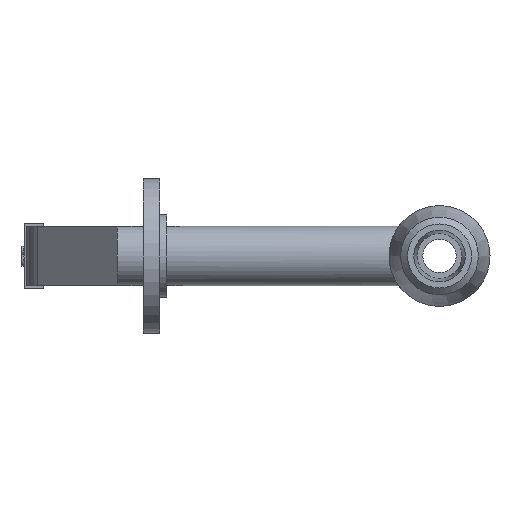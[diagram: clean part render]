
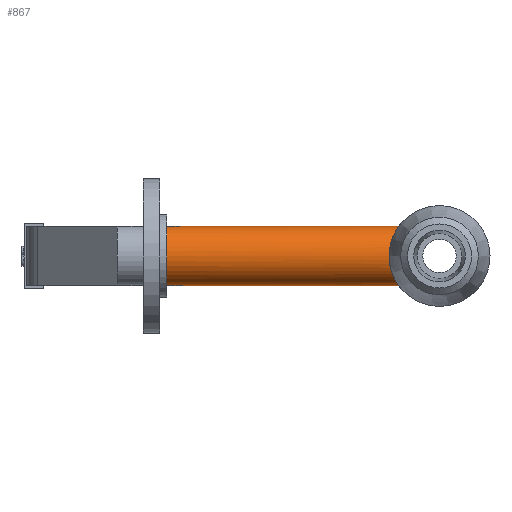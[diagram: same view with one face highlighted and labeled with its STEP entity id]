
A CAD part, left-side view. The second image highlights one B-rep face of the part: STEP entity #867.
In plain terms, the highlighted cylindrical face has radius 12.5 mm (diameter 25 mm), a full revolution.
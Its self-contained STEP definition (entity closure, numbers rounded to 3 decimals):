
#387=CARTESIAN_POINT('',(127.5,114.5,0.0));
#388=VERTEX_POINT('',#387);
#389=CARTESIAN_POINT('',(115.0,114.5,0.0));
#390=DIRECTION('',(0.0,-1.0,0.0));
#391=DIRECTION('',(1.0,0.0,0.0));
#392=AXIS2_PLACEMENT_3D('',#389,#390,#391);
#393=CIRCLE('',#392,12.5);
#394=EDGE_CURVE('',#388,#388,#393,.T.);
#802=CARTESIAN_POINT('',(115.0,121.5,0.0));
#803=DIRECTION('',(0.0,-1.0,0.0));
#804=DIRECTION('',(1.0,0.0,0.0));
#805=AXIS2_PLACEMENT_3D('',#802,#803,#804);
#806=CYLINDRICAL_SURFACE('',#805,12.5);
#807=ORIENTED_EDGE('',*,*,#394,.T.);
#808=EDGE_LOOP('',(#807));
#809=FACE_OUTER_BOUND('',#808,.T.);
#810=CARTESIAN_POINT('',(115.,17.123,-12.5));
#811=VERTEX_POINT('',#810);
#812=CARTESIAN_POINT('',(115.,17.123,-12.5));
#813=CARTESIAN_POINT('',(115.811,17.123,-12.5));
#814=CARTESIAN_POINT('',(116.64,17.182,-12.42));
#815=CARTESIAN_POINT('',(118.272,17.414,-12.093));
#816=CARTESIAN_POINT('',(119.075,17.586,-11.846));
#817=CARTESIAN_POINT('',(121.371,18.21,-10.882));
#818=CARTESIAN_POINT('',(122.748,18.769,-9.93));
#819=CARTESIAN_POINT('',(124.923,19.767,-7.754));
#820=CARTESIAN_POINT('',(125.88,20.28,-6.375));
#821=CARTESIAN_POINT('',(126.847,20.82,-4.073));
#822=CARTESIAN_POINT('',(127.094,20.963,-3.267));
#823=CARTESIAN_POINT('',(127.421,21.153,-1.634));
#824=CARTESIAN_POINT('',(127.5,21.2,-0.806));
#825=CARTESIAN_POINT('',(127.5,21.2,0.806));
#826=CARTESIAN_POINT('',(127.421,21.153,1.634));
#827=CARTESIAN_POINT('',(127.094,20.963,3.267));
#828=CARTESIAN_POINT('',(126.847,20.82,4.073));
#829=CARTESIAN_POINT('',(125.88,20.28,6.375));
#830=CARTESIAN_POINT('',(124.923,19.767,7.754));
#831=CARTESIAN_POINT('',(122.748,18.769,9.93));
#832=CARTESIAN_POINT('',(121.371,18.21,10.882));
#833=CARTESIAN_POINT('',(119.075,17.586,11.846));
#834=CARTESIAN_POINT('',(118.272,17.414,12.093));
#835=CARTESIAN_POINT('',(116.64,17.182,12.42));
#836=CARTESIAN_POINT('',(115.811,17.123,12.5));
#837=CARTESIAN_POINT('',(114.189,17.123,12.5));
#838=CARTESIAN_POINT('',(113.36,17.182,12.42));
#839=CARTESIAN_POINT('',(111.728,17.414,12.093));
#840=CARTESIAN_POINT('',(110.925,17.586,11.846));
#841=CARTESIAN_POINT('',(108.629,18.21,10.882));
#842=CARTESIAN_POINT('',(107.252,18.769,9.93));
#843=CARTESIAN_POINT('',(105.077,19.767,7.754));
#844=CARTESIAN_POINT('',(104.12,20.28,6.375));
#845=CARTESIAN_POINT('',(103.153,20.82,4.073));
#846=CARTESIAN_POINT('',(102.906,20.963,3.267));
#847=CARTESIAN_POINT('',(102.579,21.153,1.634));
#848=CARTESIAN_POINT('',(102.5,21.2,0.806));
#849=CARTESIAN_POINT('',(102.5,21.2,-0.806));
#850=CARTESIAN_POINT('',(102.579,21.153,-1.634));
#851=CARTESIAN_POINT('',(102.906,20.963,-3.267));
#852=CARTESIAN_POINT('',(103.153,20.82,-4.073));
#853=CARTESIAN_POINT('',(104.12,20.28,-6.375));
#854=CARTESIAN_POINT('',(105.077,19.767,-7.754));
#855=CARTESIAN_POINT('',(107.252,18.769,-9.93));
#856=CARTESIAN_POINT('',(108.629,18.21,-10.882));
#857=CARTESIAN_POINT('',(110.925,17.586,-11.846));
#858=CARTESIAN_POINT('',(111.728,17.414,-12.093));
#859=CARTESIAN_POINT('',(113.36,17.182,-12.42));
#860=CARTESIAN_POINT('',(114.189,17.123,-12.5));
#861=CARTESIAN_POINT('',(115.,17.123,-12.5));
#862=B_SPLINE_CURVE_WITH_KNOTS('',3,(#812,#813,#814,#815,#816,#817,#818,#819,#820,#821,#822,#823,#824,#825,#826,#827,#828,#829,#830,#831,#832,#833,#834,#835,#836,#837,#838,#839,#840,#841,#842,#843,#844,#845,#846,#847,#848,#849,#850,#851,#852,#853,#854,#855,#856,#857,#858,#859,#860,#861),.UNSPECIFIED.,.T.,.U.,(4,2,2,2,2,2,2,2,2,2,2,2,2,2,2,2,2,2,2,2,2,2,2,2,4),(0.0,0.243,0.487,0.973,1.457,1.699,1.941,2.182,2.424,2.908,3.394,3.638,3.881,4.124,4.368,4.854,5.338,5.58,5.822,6.063,6.305,6.789,7.275,7.519,7.762),.UNSPECIFIED.);
#863=EDGE_CURVE('',#811,#811,#862,.T.);
#864=ORIENTED_EDGE('',*,*,#863,.F.);
#865=EDGE_LOOP('',(#864));
#866=FACE_BOUND('',#865,.T.);
#867=ADVANCED_FACE('',(#809,#866),#806,.T.);
